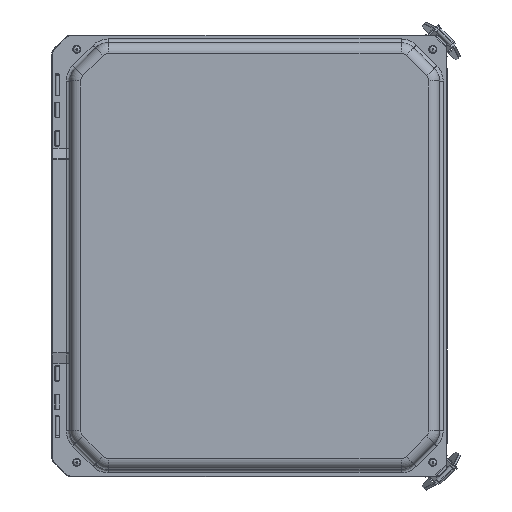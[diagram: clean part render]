
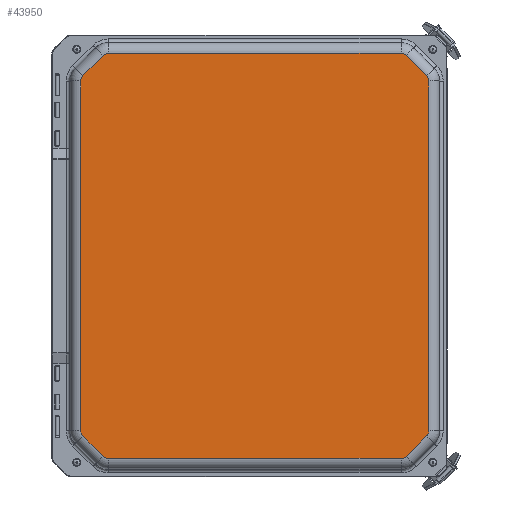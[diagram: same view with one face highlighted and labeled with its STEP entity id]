
A CAD part, top view. The second image highlights one B-rep face of the part: STEP entity #43950.
In plain terms, the highlighted planar face has unit normal (0, 0, 1).
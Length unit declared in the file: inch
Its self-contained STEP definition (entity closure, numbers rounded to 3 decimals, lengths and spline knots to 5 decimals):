
#2505 = DIRECTION ( 'NONE',  ( 1., 0., 0. ) ) ;
#2733 = CARTESIAN_POINT ( 'NONE',  ( 5.31356, 7.031, 8.343 ) ) ;
#3030 = EDGE_CURVE ( 'NONE', #100307, #46241, #114049, .T. ) ;
#3120 = CARTESIAN_POINT ( 'NONE',  ( 6.10436, 6.13506, 8.343 ) ) ;
#3194 = DIRECTION ( 'NONE',  ( 0., 1., 0. ) ) ;
#3563 = DIRECTION ( 'NONE',  ( 0., -1., 0. ) ) ;
#4300 = ORIENTED_EDGE ( 'NONE', *, *, #126721, .T. ) ;
#4573 = CARTESIAN_POINT ( 'NONE',  ( -6.10436, 6.13506, 8.343 ) ) ;
#6852 = CIRCLE ( 'NONE', #62584, 0.25386 ) ;
#11197 = LINE ( 'NONE', #39213, #96980 ) ;
#11263 = VERTEX_POINT ( 'NONE', #49993 ) ;
#12121 = VECTOR ( 'NONE', #54956, 39.37008 ) ;
#13523 = EDGE_CURVE ( 'NONE', #41556, #14755, #20236, .T. ) ;
#13860 = VERTEX_POINT ( 'NONE', #3120 ) ;
#14108 = ORIENTED_EDGE ( 'NONE', *, *, #99934, .T. ) ;
#14615 = CARTESIAN_POINT ( 'NONE',  ( 5.13406, -7.10536, 8.343 ) ) ;
#14755 = VERTEX_POINT ( 'NONE', #4573 ) ;
#15192 = DIRECTION ( 'NONE',  ( 0., 0., 1. ) ) ;
#15560 = DIRECTION ( 'NONE',  ( 0., 0., 1. ) ) ;
#15939 = LINE ( 'NONE', #78595, #53839 ) ;
#16589 = DIRECTION ( 'NONE',  ( 0., -1., 0. ) ) ;
#18744 = VERTEX_POINT ( 'NONE', #24673 ) ;
#19205 = VERTEX_POINT ( 'NONE', #105221 ) ;
#19603 = CIRCLE ( 'NONE', #90588, 0.25386 ) ;
#20236 = CIRCLE ( 'NONE', #69091, 0.25386 ) ;
#20503 = DIRECTION ( 'NONE',  ( -1., 0., 0. ) ) ;
#20758 = DIRECTION ( 'NONE',  ( 1., 0., 0. ) ) ;
#22788 = ORIENTED_EDGE ( 'NONE', *, *, #84925, .T. ) ;
#23498 = CARTESIAN_POINT ( 'NONE',  ( 5.13406, 6.8515, 8.343 ) ) ;
#24406 = ORIENTED_EDGE ( 'NONE', *, *, #85460, .T. ) ;
#24673 = CARTESIAN_POINT ( 'NONE',  ( 6.03, -6.31456, 8.343 ) ) ;
#25161 = CARTESIAN_POINT ( 'NONE',  ( 5.31356, -7.031, 8.343 ) ) ;
#25334 = EDGE_CURVE ( 'NONE', #14755, #28480, #119499, .T. ) ;
#25743 = EDGE_CURVE ( 'NONE', #28480, #11263, #84381, .T. ) ;
#28171 = EDGE_CURVE ( 'NONE', #71933, #105733, #41419, .T. ) ;
#28480 = VERTEX_POINT ( 'NONE', #94311 ) ;
#29447 = VECTOR ( 'NONE', #66199, 39.37008 ) ;
#30036 = AXIS2_PLACEMENT_3D ( 'NONE', #103536, #128788, #112032 ) ;
#34298 = CARTESIAN_POINT ( 'NONE',  ( 5.8505, 6.13506, 8.343 ) ) ;
#34858 = DIRECTION ( 'NONE',  ( -0.707, 0.707, 0. ) ) ;
#35295 = VECTOR ( 'NONE', #3194, 39.37008 ) ;
#35424 = DIRECTION ( 'NONE',  ( 0., 0., 1. ) ) ;
#35851 = AXIS2_PLACEMENT_3D ( 'NONE', #120006, #15192, #16589 ) ;
#37891 = EDGE_CURVE ( 'NONE', #115786, #100307, #11197, .T. ) ;
#38995 = ORIENTED_EDGE ( 'NONE', *, *, #3030, .T. ) ;
#39213 = CARTESIAN_POINT ( 'NONE',  ( 0., -7.10536, 8.343 ) ) ;
#39280 = CARTESIAN_POINT ( 'NONE',  ( -5.13406, 6.8515, 8.343 ) ) ;
#40402 = LINE ( 'NONE', #128367, #35295 ) ;
#41419 = LINE ( 'NONE', #108815, #92453 ) ;
#41556 = VERTEX_POINT ( 'NONE', #137050 ) ;
#41594 = DIRECTION ( 'NONE',  ( 0., 0., 1. ) ) ;
#41707 = ORIENTED_EDGE ( 'NONE', *, *, #118466, .T. ) ;
#41843 = ORIENTED_EDGE ( 'NONE', *, *, #60731, .T. ) ;
#42206 = CARTESIAN_POINT ( 'NONE',  ( 5.31356, -7.031, 8.343 ) ) ;
#43950 = ADVANCED_FACE ( 'NONE', ( #131635 ), #124446, .T. ) ;
#44088 = VERTEX_POINT ( 'NONE', #115845 ) ;
#44986 = DIRECTION ( 'NONE',  ( 0.707, 0.707, 0. ) ) ;
#45012 = DIRECTION ( 'NONE',  ( 0., 0., 1. ) ) ;
#46241 = VERTEX_POINT ( 'NONE', #42206 ) ;
#49993 = CARTESIAN_POINT ( 'NONE',  ( -6.03, -6.31456, 8.343 ) ) ;
#53158 = CARTESIAN_POINT ( 'NONE',  ( 0., 7.10536, 8.343 ) ) ;
#53839 = VECTOR ( 'NONE', #120277, 39.37008 ) ;
#54956 = DIRECTION ( 'NONE',  ( 0., -1., 0. ) ) ;
#55392 = VECTOR ( 'NONE', #20503, 39.37008 ) ;
#55592 = CARTESIAN_POINT ( 'NONE',  ( -6.03, -6.31456, 8.343 ) ) ;
#57554 = LINE ( 'NONE', #55592, #29447 ) ;
#60163 = ORIENTED_EDGE ( 'NONE', *, *, #28171, .T. ) ;
#60503 = VECTOR ( 'NONE', #44986, 39.37008 ) ;
#60731 = EDGE_CURVE ( 'NONE', #19205, #13860, #40402, .T. ) ;
#62310 = DIRECTION ( 'NONE',  ( 0., 0., 1. ) ) ;
#62584 = AXIS2_PLACEMENT_3D ( 'NONE', #23498, #35424, #3563 ) ;
#66199 = DIRECTION ( 'NONE',  ( 0.707, -0.707, 0. ) ) ;
#69091 = AXIS2_PLACEMENT_3D ( 'NONE', #75897, #45012, #2505 ) ;
#69305 = EDGE_LOOP ( 'NONE', ( #119541, #86466, #41707, #99466, #38995, #93249, #14108, #41843, #24406, #60163, #4300, #114961, #22788, #110052, #99244, #92890 ) ) ;
#71933 = VERTEX_POINT ( 'NONE', #106261 ) ;
#75897 = CARTESIAN_POINT ( 'NONE',  ( -5.8505, 6.13506, 8.343 ) ) ;
#76542 = CIRCLE ( 'NONE', #127408, 0.25386 ) ;
#76582 = CARTESIAN_POINT ( 'NONE',  ( -6.10436, 0., 8.343 ) ) ;
#78595 = CARTESIAN_POINT ( 'NONE',  ( -5.31356, 7.031, 8.343 ) ) ;
#81120 = DIRECTION ( 'NONE',  ( 0., -1., 0. ) ) ;
#83410 = CIRCLE ( 'NONE', #35851, 0.25386 ) ;
#83904 = CARTESIAN_POINT ( 'NONE',  ( -5.8505, -6.13506, 8.343 ) ) ;
#84381 = CIRCLE ( 'NONE', #118375, 0.25386 ) ;
#84925 = EDGE_CURVE ( 'NONE', #121003, #44088, #85141, .T. ) ;
#85121 = LINE ( 'NONE', #25161, #60503 ) ;
#85141 = CIRCLE ( 'NONE', #105237, 0.25386 ) ;
#85460 = EDGE_CURVE ( 'NONE', #13860, #71933, #76542, .T. ) ;
#86466 = ORIENTED_EDGE ( 'NONE', *, *, #113025, .T. ) ;
#88875 = CARTESIAN_POINT ( 'NONE',  ( 5.13406, -6.8515, 8.343 ) ) ;
#90588 = AXIS2_PLACEMENT_3D ( 'NONE', #113070, #123219, #81120 ) ;
#91216 = CARTESIAN_POINT ( 'NONE',  ( -5.13406, -7.10536, 8.343 ) ) ;
#92453 = VECTOR ( 'NONE', #34858, 39.37008 ) ;
#92668 = DIRECTION ( 'NONE',  ( 1., 0., 0. ) ) ;
#92890 = ORIENTED_EDGE ( 'NONE', *, *, #25334, .T. ) ;
#93249 = ORIENTED_EDGE ( 'NONE', *, *, #116179, .T. ) ;
#94311 = CARTESIAN_POINT ( 'NONE',  ( -6.10436, -6.13506, 8.343 ) ) ;
#96980 = VECTOR ( 'NONE', #114509, 39.37008 ) ;
#98465 = DIRECTION ( 'NONE',  ( 1., 0., 0. ) ) ;
#99244 = ORIENTED_EDGE ( 'NONE', *, *, #13523, .T. ) ;
#99466 = ORIENTED_EDGE ( 'NONE', *, *, #37891, .T. ) ;
#99934 = EDGE_CURVE ( 'NONE', #18744, #19205, #83410, .T. ) ;
#100015 = DIRECTION ( 'NONE',  ( 0., -1., 0. ) ) ;
#100307 = VERTEX_POINT ( 'NONE', #14615 ) ;
#102554 = CARTESIAN_POINT ( 'NONE',  ( -5.13406, 7.10536, 8.343 ) ) ;
#103536 = CARTESIAN_POINT ( 'NONE',  ( 0., 0., 8.343 ) ) ;
#105221 = CARTESIAN_POINT ( 'NONE',  ( 6.10436, -6.13506, 8.343 ) ) ;
#105237 = AXIS2_PLACEMENT_3D ( 'NONE', #39280, #41594, #92668 ) ;
#105733 = VERTEX_POINT ( 'NONE', #2733 ) ;
#105929 = CARTESIAN_POINT ( 'NONE',  ( -5.31356, -7.031, 8.343 ) ) ;
#106261 = CARTESIAN_POINT ( 'NONE',  ( 6.03, 6.31456, 8.343 ) ) ;
#107680 = CARTESIAN_POINT ( 'NONE',  ( 5.13406, 7.10536, 8.343 ) ) ;
#108815 = CARTESIAN_POINT ( 'NONE',  ( 6.03, 6.31456, 8.343 ) ) ;
#110052 = ORIENTED_EDGE ( 'NONE', *, *, #124607, .T. ) ;
#111629 = LINE ( 'NONE', #53158, #55392 ) ;
#112032 = DIRECTION ( 'NONE',  ( 1., 0., 0. ) ) ;
#112200 = EDGE_CURVE ( 'NONE', #127776, #121003, #111629, .T. ) ;
#112672 = AXIS2_PLACEMENT_3D ( 'NONE', #88875, #15560, #100015 ) ;
#113025 = EDGE_CURVE ( 'NONE', #11263, #122081, #57554, .T. ) ;
#113070 = CARTESIAN_POINT ( 'NONE',  ( -5.13406, -6.8515, 8.343 ) ) ;
#114049 = CIRCLE ( 'NONE', #112672, 0.25386 ) ;
#114509 = DIRECTION ( 'NONE',  ( 1., 0., 0. ) ) ;
#114961 = ORIENTED_EDGE ( 'NONE', *, *, #112200, .T. ) ;
#115786 = VERTEX_POINT ( 'NONE', #91216 ) ;
#115845 = CARTESIAN_POINT ( 'NONE',  ( -5.31356, 7.031, 8.343 ) ) ;
#116179 = EDGE_CURVE ( 'NONE', #46241, #18744, #85121, .T. ) ;
#118375 = AXIS2_PLACEMENT_3D ( 'NONE', #83904, #62310, #20758 ) ;
#118466 = EDGE_CURVE ( 'NONE', #122081, #115786, #19603, .T. ) ;
#118870 = DIRECTION ( 'NONE',  ( 0., 0., 1. ) ) ;
#119499 = LINE ( 'NONE', #76582, #12121 ) ;
#119541 = ORIENTED_EDGE ( 'NONE', *, *, #25743, .T. ) ;
#120006 = CARTESIAN_POINT ( 'NONE',  ( 5.8505, -6.13506, 8.343 ) ) ;
#120277 = DIRECTION ( 'NONE',  ( -0.707, -0.707, 0. ) ) ;
#121003 = VERTEX_POINT ( 'NONE', #102554 ) ;
#122081 = VERTEX_POINT ( 'NONE', #105929 ) ;
#123219 = DIRECTION ( 'NONE',  ( 0., 0., 1. ) ) ;
#124446 = PLANE ( 'NONE',  #30036 ) ;
#124607 = EDGE_CURVE ( 'NONE', #44088, #41556, #15939, .T. ) ;
#126721 = EDGE_CURVE ( 'NONE', #105733, #127776, #6852, .T. ) ;
#127408 = AXIS2_PLACEMENT_3D ( 'NONE', #34298, #118870, #98465 ) ;
#127776 = VERTEX_POINT ( 'NONE', #107680 ) ;
#128367 = CARTESIAN_POINT ( 'NONE',  ( 6.10436, 0., 8.343 ) ) ;
#128788 = DIRECTION ( 'NONE',  ( 0., 0., 1. ) ) ;
#131635 = FACE_OUTER_BOUND ( 'NONE', #69305, .T. ) ;
#137050 = CARTESIAN_POINT ( 'NONE',  ( -6.03, 6.31456, 8.343 ) ) ;
